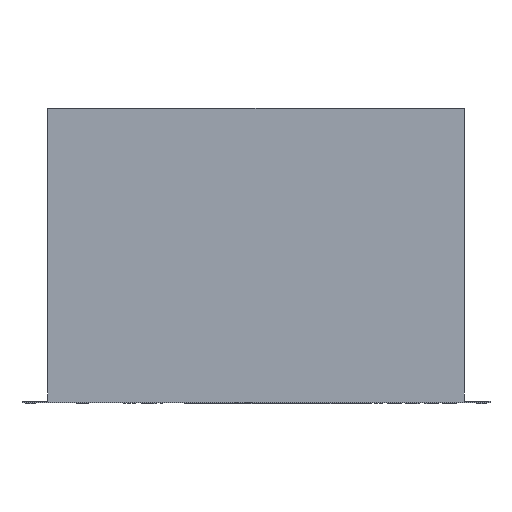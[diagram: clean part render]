
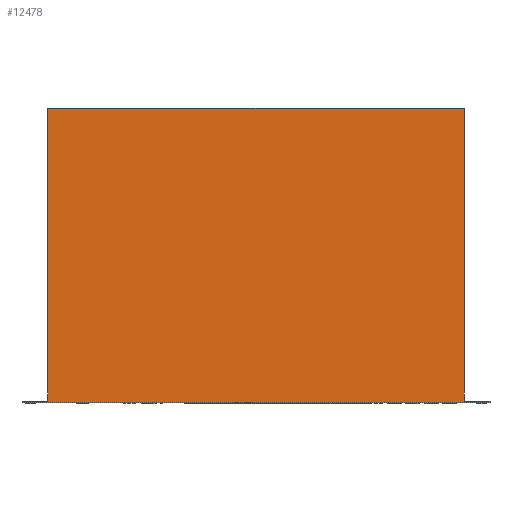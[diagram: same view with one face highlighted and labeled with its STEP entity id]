
A CAD part, front view. The second image highlights one B-rep face of the part: STEP entity #12478.
In plain terms, the highlighted planar face has unit normal (0, -1, 0).
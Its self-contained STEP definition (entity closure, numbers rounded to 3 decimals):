
#594 = CARTESIAN_POINT ( 'NONE',  ( -26.3, 0., 1.9 ) ) ;
#727 = ORIENTED_EDGE ( 'NONE', *, *, #1207, .F. ) ;
#859 = EDGE_CURVE ( 'NONE', #15359, #14461, #3099, .T. ) ;
#1094 = VECTOR ( 'NONE', #8508, 1000. ) ;
#1207 = EDGE_CURVE ( 'NONE', #4094, #14642, #1434, .T. ) ;
#1434 = LINE ( 'NONE', #9632, #4360 ) ;
#1529 = LINE ( 'NONE', #5174, #4337 ) ;
#2001 = VERTEX_POINT ( 'NONE', #5343 ) ;
#2374 = EDGE_CURVE ( 'NONE', #6694, #15359, #10120, .T. ) ;
#2434 = DIRECTION ( 'NONE',  ( 0., 0., -1. ) ) ;
#2544 = CARTESIAN_POINT ( 'NONE',  ( 456.3, 0., 1.9 ) ) ;
#2592 = CARTESIAN_POINT ( 'NONE',  ( 456.3, 0., 1.9 ) ) ;
#2637 = DIRECTION ( 'NONE',  ( 1., 0., 0. ) ) ;
#2960 = EDGE_CURVE ( 'NONE', #5051, #5960, #7902, .T. ) ;
#3099 = LINE ( 'NONE', #4062, #11182 ) ;
#3705 = ORIENTED_EDGE ( 'NONE', *, *, #859, .T. ) ;
#4062 = CARTESIAN_POINT ( 'NONE',  ( 0., 0., -0.1 ) ) ;
#4094 = VERTEX_POINT ( 'NONE', #11045 ) ;
#4337 = VECTOR ( 'NONE', #13739, 1000. ) ;
#4360 = VECTOR ( 'NONE', #2637, 1000. ) ;
#4493 = FACE_OUTER_BOUND ( 'NONE', #12187, .T. ) ;
#4697 = EDGE_CURVE ( 'NONE', #5051, #14642, #1529, .T. ) ;
#5051 = VERTEX_POINT ( 'NONE', #13417 ) ;
#5174 = CARTESIAN_POINT ( 'NONE',  ( 430., 0., -0.1 ) ) ;
#5343 = CARTESIAN_POINT ( 'NONE',  ( 0., 0., 1.9 ) ) ;
#5621 = CARTESIAN_POINT ( 'NONE',  ( 430., 0., 1.9 ) ) ;
#5837 = DIRECTION ( 'NONE',  ( 0., 0., -1. ) ) ;
#5960 = VERTEX_POINT ( 'NONE', #2544 ) ;
#6137 = AXIS2_PLACEMENT_3D ( 'NONE', #9202, #11802, #5837 ) ;
#6694 = VERTEX_POINT ( 'NONE', #594 ) ;
#7185 = ORIENTED_EDGE ( 'NONE', *, *, #2960, .F. ) ;
#7377 = VECTOR ( 'NONE', #2434, 1000. ) ;
#7405 = LINE ( 'NONE', #12198, #10128 ) ;
#7902 = LINE ( 'NONE', #5621, #13192 ) ;
#8508 = DIRECTION ( 'NONE',  ( -1., 0., 0. ) ) ;
#8652 = LINE ( 'NONE', #2592, #7377 ) ;
#8675 = LINE ( 'NONE', #13483, #1094 ) ;
#9202 = CARTESIAN_POINT ( 'NONE',  ( 0., 0., -0.1 ) ) ;
#9632 = CARTESIAN_POINT ( 'NONE',  ( 0., 0., 304. ) ) ;
#10120 = LINE ( 'NONE', #10200, #10672 ) ;
#10128 = VECTOR ( 'NONE', #12028, 1000. ) ;
#10200 = CARTESIAN_POINT ( 'NONE',  ( -26.3, 0., 1.9 ) ) ;
#10626 = PLANE ( 'NONE',  #6137 ) ;
#10672 = VECTOR ( 'NONE', #14701, 1000. ) ;
#11045 = CARTESIAN_POINT ( 'NONE',  ( 0., 0., 304. ) ) ;
#11182 = VECTOR ( 'NONE', #14838, 1000. ) ;
#11193 = CARTESIAN_POINT ( 'NONE',  ( 430., 0., 304. ) ) ;
#11586 = DIRECTION ( 'NONE',  ( 1., 0., 0. ) ) ;
#11791 = EDGE_CURVE ( 'NONE', #5960, #14461, #8652, .T. ) ;
#11802 = DIRECTION ( 'NONE',  ( 0., -1., 0. ) ) ;
#11805 = EDGE_CURVE ( 'NONE', #2001, #4094, #7405, .T. ) ;
#12028 = DIRECTION ( 'NONE',  ( 0., 0., 1. ) ) ;
#12148 = ORIENTED_EDGE ( 'NONE', *, *, #11805, .F. ) ;
#12187 = EDGE_LOOP ( 'NONE', ( #3705, #13143, #7185, #12279, #727, #12148, #15073, #14378 ) ) ;
#12198 = CARTESIAN_POINT ( 'NONE',  ( 0., 0., -0.1 ) ) ;
#12235 = EDGE_CURVE ( 'NONE', #2001, #6694, #8675, .T. ) ;
#12279 = ORIENTED_EDGE ( 'NONE', *, *, #4697, .T. ) ;
#12478 = ADVANCED_FACE ( 'NONE', ( #4493 ), #10626, .T. ) ;
#12621 = CARTESIAN_POINT ( 'NONE',  ( -26.3, 0., -0.1 ) ) ;
#13143 = ORIENTED_EDGE ( 'NONE', *, *, #11791, .F. ) ;
#13192 = VECTOR ( 'NONE', #11586, 1000. ) ;
#13417 = CARTESIAN_POINT ( 'NONE',  ( 430., 0., 1.9 ) ) ;
#13483 = CARTESIAN_POINT ( 'NONE',  ( 0., 0., 1.9 ) ) ;
#13739 = DIRECTION ( 'NONE',  ( 0., 0., 1. ) ) ;
#13958 = CARTESIAN_POINT ( 'NONE',  ( 456.3, 0., -0.1 ) ) ;
#14378 = ORIENTED_EDGE ( 'NONE', *, *, #2374, .T. ) ;
#14461 = VERTEX_POINT ( 'NONE', #13958 ) ;
#14642 = VERTEX_POINT ( 'NONE', #11193 ) ;
#14701 = DIRECTION ( 'NONE',  ( 0., 0., -1. ) ) ;
#14838 = DIRECTION ( 'NONE',  ( 1., 0., 0. ) ) ;
#15073 = ORIENTED_EDGE ( 'NONE', *, *, #12235, .T. ) ;
#15359 = VERTEX_POINT ( 'NONE', #12621 ) ;
